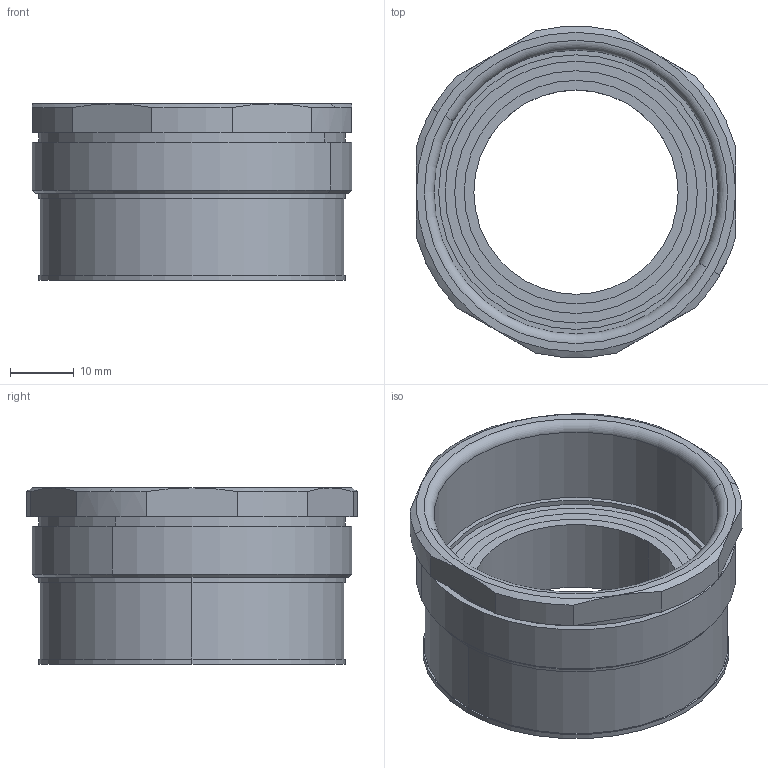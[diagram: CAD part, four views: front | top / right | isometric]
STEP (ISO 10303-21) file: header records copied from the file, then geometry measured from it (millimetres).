
FILE_DESCRIPTION(('Creo Elements/Direct Modeling STEP Export'),'2;1');
FILE_NAME('223mij8614441cg9548','2024-02-08T 8:16:11',(''),(''),'Creo Elements/Direct Modeling STEP processor for AP214 (Solid Model)','Creo Elements/Direct Modeling 20.5B 27-May-2023 (C) Parametric Technology GmbH','');
FILE_SCHEMA(('AUTOMOTIVE_DESIGN { 1 0 10303 214 1 1 1 1 }'));
Length unit declared in the file: millimetre
Products named in the file (6): 85018_A.1; 85018_A; Rondelle; 85013_A; 85005_A; AG M50T
Assembly tree (5 placements, depth 3):
  AG M50T
    85005_A
    85013_A
    Rondelle
      85018_A
      85018_A.1
Bounding box: 50 x 51.83 x 27.6 mm (x, y, z)
Volume: 18017.7 mm3; surface area: 12139.5 mm2
Topology: 4 solids, 4 shells, 55 faces, 119 edges, 77 vertices
Faces by surface type: cylinder 24, plane 19, cone 10, torus 2
Entity records: 1861 total; most frequent: CARTESIAN_POINT 508, ORIENTED_EDGE 238, DIRECTION 222, EDGE_CURVE 119, AXIS2_PLACEMENT_3D 91, VERTEX_POINT 77, EDGE_LOOP 68, FACE_OUTER_BOUND 55
